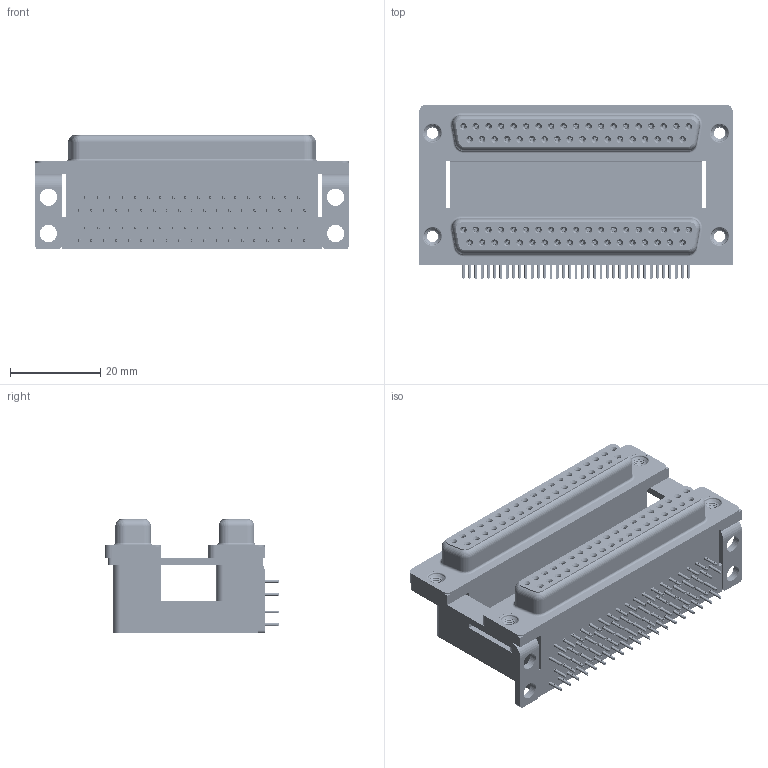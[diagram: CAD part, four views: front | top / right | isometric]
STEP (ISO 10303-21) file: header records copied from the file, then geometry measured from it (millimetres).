
FILE_DESCRIPTION (( 'STEP AP203' ), '1' );
FILE_NAME ('662-037-664-00C.STEP', '2022-06-21T22:22:12', ( '' ), ( '' ), 'SwSTEP 2.0', 'SolidWorks 2020', '' );
FILE_SCHEMA (( 'CONFIG_CONTROL_DESIGN' ));
Length unit declared in the file: millimetre
Products named in the file (11): 662 Contact Bottom Lower; 662 Contact Top Lower; 662 Shell_37 Contacts; 662 Contact Bottom Upper_H; 662 Threaded Rivet_M3; 662 Contact Top Upper_H; 662 Housing Spacer_37 Contacts H; 662 Mounting Bracket_NoneH; 662 Housing Lower_37 Contacts; 662-037-664-00C; 662 Housing Upper_37 Contacts H
Assembly tree (85 placements, depth 2):
  662-037-664-00C
    662 Housing Lower_37 Contacts
    662 Housing Spacer_37 Contacts H
    662 Housing Upper_37 Contacts H
    662 Shell_37 Contacts  x2
    662 Contact Bottom Lower  x18
    662 Contact Top Lower  x19
    662 Contact Bottom Upper_H  x18
    662 Contact Top Upper_H  x19
    662 Mounting Bracket_NoneH  x2
    662 Threaded Rivet_M3  x4
Bounding box: 69.32 x 38.59 x 25.4 mm (x, y, z)
Volume: 34623.5 mm3; surface area: 36680.7 mm2
Topology: 85 solids, 85 shells, 11312 faces, 29726 edges, 18648 vertices
Faces by surface type: plane 5232, cylinder 2568, bspline 2532, cone 904, torus 76
Entity records: 74307 total; most frequent: CARTESIAN_POINT 20039, ORIENTED_EDGE 10718, DIRECTION 9875, EDGE_CURVE 5359, LINE 3989, VECTOR 3989, VERTEX_POINT 3450, AXIS2_PLACEMENT_3D 2943
